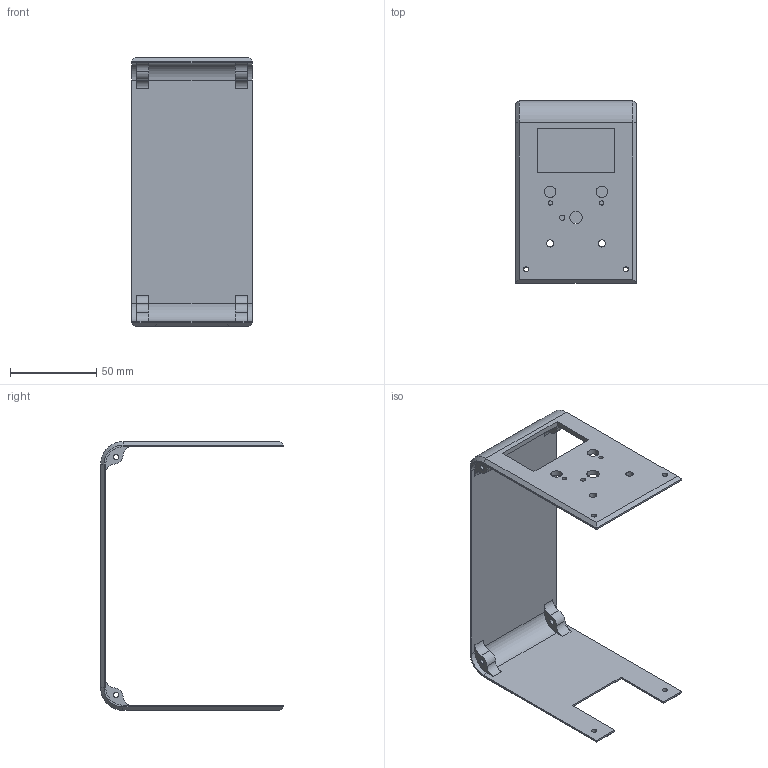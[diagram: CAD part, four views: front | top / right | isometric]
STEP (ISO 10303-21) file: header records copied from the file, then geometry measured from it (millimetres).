
FILE_DESCRIPTION(/* description */ (''),/* implementation_level */ '2;1');
FILE_NAME(/* name */ 'top_cover.step',/* time_stamp */ '2024-07-12T17:57:38+09:00',/* author */ (''),/* organization */ (''),/* preprocessor_version */ 'ST-DEVELOPER v20',/* originating_system */ 'Autodesk Translation Framework v13.14.0.145',/* authorisation */ '');
FILE_SCHEMA (('AUTOMOTIVE_DESIGN { 1 0 10303 214 3 1 1 }'));
Length unit declared in the file: millimetre
Products named in the file (1): top_cover
Bounding box: 70 x 106 x 156 mm (x, y, z)
Volume: 65967.4 mm3; surface area: 47147.9 mm2
Topology: 1 solids, 1 shells, 78 faces, 212 edges, 136 vertices
Faces by surface type: plane 38, cylinder 36, cone 4
Full cylindrical faces by diameter (mm): 2.5 x2, 3 x9, 4.2 x2, 6.5 x2, 7.2 x1
Entity records: 2581 total; most frequent: DIRECTION 443, CARTESIAN_POINT 442, ORIENTED_EDGE 424, EDGE_CURVE 212, AXIS2_PLACEMENT_3D 155, VERTEX_POINT 136, LINE 133, VECTOR 133
